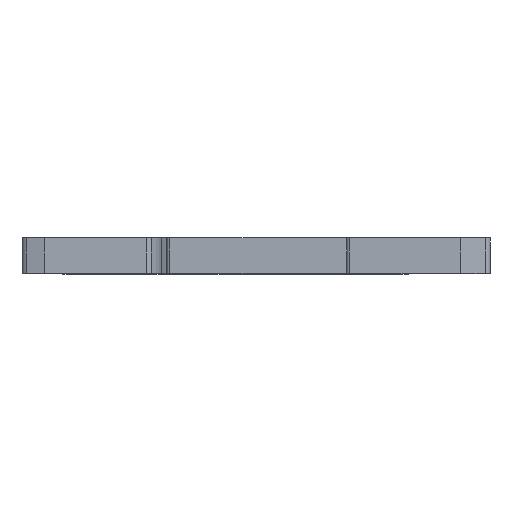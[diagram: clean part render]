
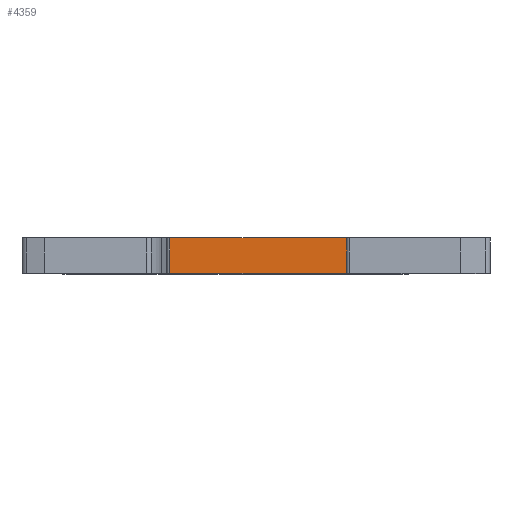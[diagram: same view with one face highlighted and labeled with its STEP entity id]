
A CAD part, top view. The second image highlights one B-rep face of the part: STEP entity #4359.
In plain terms, the highlighted planar face has unit normal (0, 0, 1).
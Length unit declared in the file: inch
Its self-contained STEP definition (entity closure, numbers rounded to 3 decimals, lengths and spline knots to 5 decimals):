
#523 = DIRECTION ( 'NONE',  ( -1., 0., 0. ) ) ;
#524 = CARTESIAN_POINT ( 'NONE',  ( 0.16455, 0.17759, 2.85337 ) ) ;
#525 = DIRECTION ( 'NONE',  ( 0., 1., 0. ) ) ;
#526 = CARTESIAN_POINT ( 'NONE',  ( 0.79921, 0.05751, 2.85337 ) ) ;
#527 = DIRECTION ( 'NONE',  ( 0., -1., 0. ) ) ;
#528 = CARTESIAN_POINT ( 'NONE',  ( -0.47011, 0.05751, 2.85337 ) ) ;
#529 = DIRECTION ( 'NONE',  ( 1., 0., 0. ) ) ;
#530 = CARTESIAN_POINT ( 'NONE',  ( 0.16455, -0.06257, 2.85337 ) ) ;
#1003 = EDGE_CURVE ( 'NONE', #21533, #21532, #2503, .T. ) ;
#1004 = EDGE_CURVE ( 'NONE', #21535, #21533, #2504, .T. ) ;
#1005 = EDGE_CURVE ( 'NONE', #21532, #21531, #2505, .T. ) ;
#1006 = EDGE_CURVE ( 'NONE', #21531, #21535, #2506, .T. ) ;
#1762 = VECTOR ( 'NONE', #529, 39.37008 ) ;
#1773 = VECTOR ( 'NONE', #523, 39.37008 ) ;
#1847 = VECTOR ( 'NONE', #525, 39.37008 ) ;
#1853 = VECTOR ( 'NONE', #527, 39.37008 ) ;
#2503 = LINE ( 'NONE', #530, #1762 ) ;
#2504 = LINE ( 'NONE', #528, #1853 ) ;
#2505 = LINE ( 'NONE', #526, #1847 ) ;
#2506 = LINE ( 'NONE', #524, #1773 ) ;
#3287 = FACE_OUTER_BOUND ( 'NONE', #5912, .T. ) ;
#4359 = ADVANCED_FACE ( 'NONE', ( #3287 ), #8397, .T. ) ;
#5912 = EDGE_LOOP ( 'NONE', ( #6197, #6195, #6196, #6194 ) ) ;
#6194 = ORIENTED_EDGE ( 'NONE', *, *, #1006, .T. ) ;
#6195 = ORIENTED_EDGE ( 'NONE', *, *, #1003, .T. ) ;
#6196 = ORIENTED_EDGE ( 'NONE', *, *, #1005, .T. ) ;
#6197 = ORIENTED_EDGE ( 'NONE', *, *, #1004, .T. ) ;
#6951 = AXIS2_PLACEMENT_3D ( 'NONE', #8398, #8399, #8400 ) ;
#8397 = PLANE ( 'NONE',  #6951 ) ;
#8398 = CARTESIAN_POINT ( 'NONE',  ( -0.47011, 0.17759, 2.85337 ) ) ;
#8399 = DIRECTION ( 'NONE',  ( 0., 0., 1. ) ) ;
#8400 = DIRECTION ( 'NONE',  ( 0., -1., 0. ) ) ;
#15765 = CARTESIAN_POINT ( 'NONE',  ( 0.79921, 0.17759, 2.85337 ) ) ;
#15766 = CARTESIAN_POINT ( 'NONE',  ( 0.79921, -0.06257, 2.85337 ) ) ;
#15768 = CARTESIAN_POINT ( 'NONE',  ( -0.47011, -0.06257, 2.85337 ) ) ;
#15772 = CARTESIAN_POINT ( 'NONE',  ( -0.47011, 0.17759, 2.85337 ) ) ;
#21531 = VERTEX_POINT ( 'NONE', #15765 ) ;
#21532 = VERTEX_POINT ( 'NONE', #15766 ) ;
#21533 = VERTEX_POINT ( 'NONE', #15768 ) ;
#21535 = VERTEX_POINT ( 'NONE', #15772 ) ;
